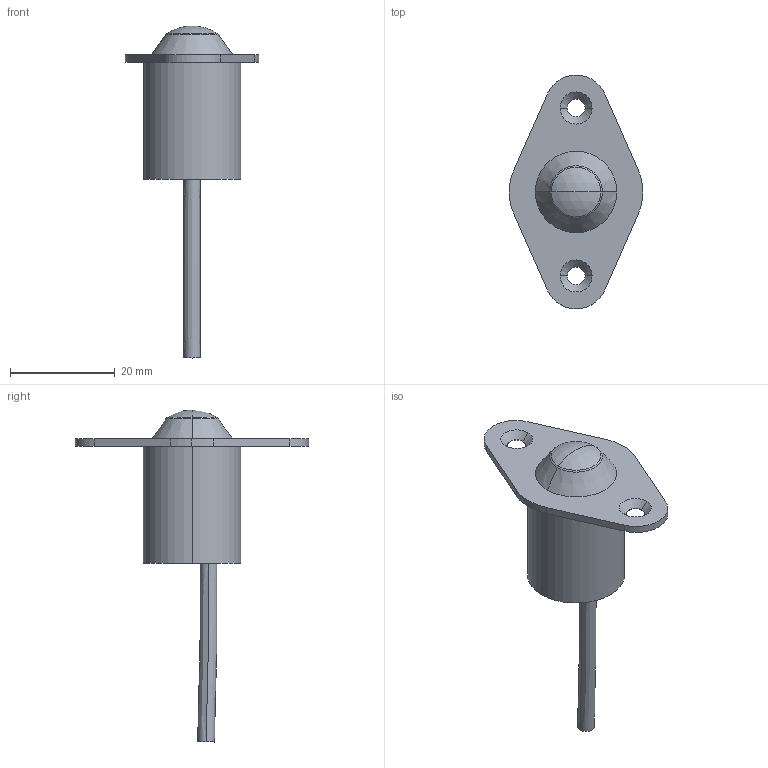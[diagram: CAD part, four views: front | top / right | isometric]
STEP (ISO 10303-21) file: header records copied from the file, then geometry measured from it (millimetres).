
FILE_DESCRIPTION (( 'STEP AP214' ), '1' );
FILE_NAME ('MS918_AW4.STEP', '2021-08-02T07:33:53', ( '' ), ( '' ), 'SwSTEP 2.0', 'SolidWorks 2020', '' );
FILE_SCHEMA (( 'AUTOMOTIVE_DESIGN' ));
Length unit declared in the file: millimetre
Products named in the file (1): MS918_AW4
Bounding box: 25.47 x 44.5 x 63.25 mm (x, y, z)
Volume: 7860.4 mm3; surface area: 3393.6 mm2
Topology: 1 solids, 1 shells, 32 faces, 75 edges, 47 vertices
Faces by surface type: cylinder 11, plane 9, cone 6, bspline 2, sphere 2, torus 2
Entity records: 1159 total; most frequent: CARTESIAN_POINT 358, DIRECTION 177, ORIENTED_EDGE 148, EDGE_CURVE 74, AXIS2_PLACEMENT_3D 74, VERTEX_POINT 47, CIRCLE 43, EDGE_LOOP 39
